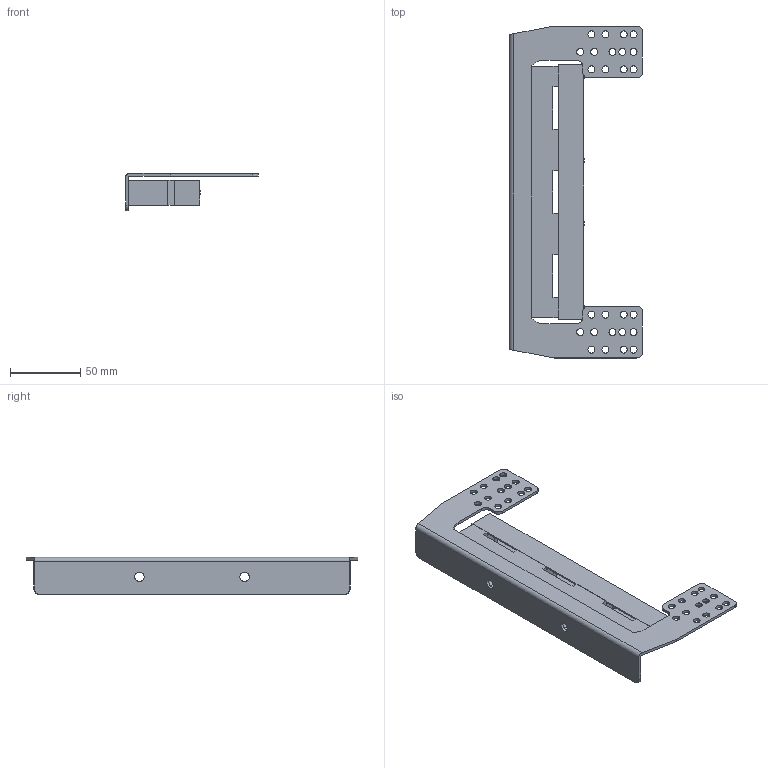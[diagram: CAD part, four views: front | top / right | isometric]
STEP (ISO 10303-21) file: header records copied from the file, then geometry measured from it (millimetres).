
FILE_DESCRIPTION((''),'2;1');
FILE_NAME('001341880_LG_T6_A_EPLAN_ASM','2023-03-08T09:45:47',('klemen.sitar'),('Audax d.o.o.'),'CREO PARAMETRIC BY PTC INC, 2021304','CREO PARAMETRIC BY PTC INC, 2021304','');
FILE_SCHEMA(('AP242_MANAGED_MODEL_BASED_3D_ENGINEERING_MIM_LF { 1 0 10303 442 1 1 4 }'));
Length unit declared in the file: millimetre
Products named in the file (6): DRAWING1; 33675_L_SST-UNTERTEIL_3-POLIG-S; 67481_EJOT-PT-SCHRAUBE_1; PRT8782_1; G1430001_L_SAMMELSCHIENENTRAEGE_ASM; 001341880_LG_T6_A_EPLAN_ASM
Assembly tree (8 placements, depth 3):
  001341880_LG_T6_A_EPLAN_ASM
    DRAWING1
    G1430001_L_SAMMELSCHIENENTRAEGE_ASM
      33675_L_SST-UNTERTEIL_3-POLIG-S
      67481_EJOT-PT-SCHRAUBE_1  x4
      PRT8782_1
Bounding box: 94.9 x 237 x 26.65 mm (x, y, z)
Volume: 135572.1 mm3; surface area: 82659.8 mm2
Topology: 7 solids, 7 shells, 1033 faces, 2509 edges, 1522 vertices
Faces by surface type: plane 713, cylinder 182, torus 94, cone 32, sphere 12
Entity records: 27450 total; most frequent: CARTESIAN_POINT 3514, DIRECTION 3176, ORIENTED_EDGE 3064, PRESENTATION_STYLE_ASSIGNMENT 2034, STYLED_ITEM 2034, CURVE_STYLE 1532, EDGE_CURVE 1532, AXIS2_PLACEMENT_3D 1092
